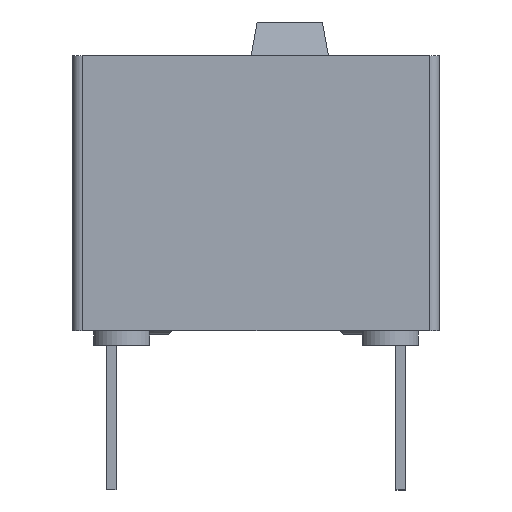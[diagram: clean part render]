
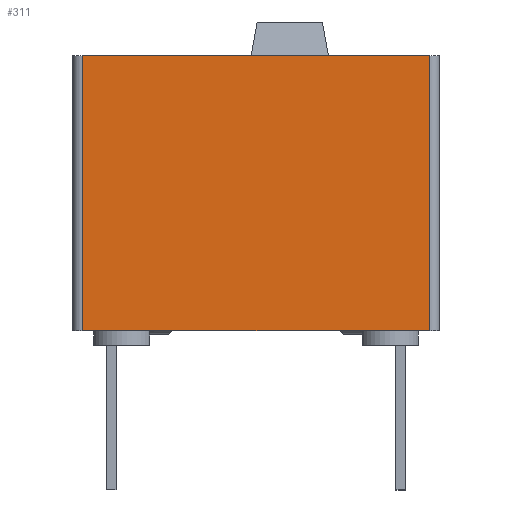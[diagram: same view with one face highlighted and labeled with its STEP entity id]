
A CAD part, left-side view. The second image highlights one B-rep face of the part: STEP entity #311.
In plain terms, the highlighted planar face has unit normal (-1, 0, 0).
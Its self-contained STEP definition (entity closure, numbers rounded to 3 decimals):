
#311 = ADVANCED_FACE ( 'NONE', ( #11261 ), #11745, .T. ) ;
#586 = ORIENTED_EDGE ( 'NONE', *, *, #7779, .T. ) ;
#698 = CARTESIAN_POINT ( 'NONE',  ( 0., -9.402, -7.239 ) ) ;
#1143 = VECTOR ( 'NONE', #6194, 1000. ) ;
#1425 = DIRECTION ( 'NONE',  ( 0., -1., 0. ) ) ;
#2102 = ORIENTED_EDGE ( 'NONE', *, *, #27507, .F. ) ;
#2199 = EDGE_LOOP ( 'NONE', ( #2102, #30882, #6594, #22758, #586, #28851 ) ) ;
#2302 = DIRECTION ( 'NONE',  ( 0., -1., 0. ) ) ;
#2727 = VERTEX_POINT ( 'NONE', #9189 ) ;
#3206 = VERTEX_POINT ( 'NONE', #8768 ) ;
#4075 = DIRECTION ( 'NONE',  ( 0., -1., 0. ) ) ;
#4361 = EDGE_CURVE ( 'NONE', #18429, #16636, #11172, .T. ) ;
#4403 = CARTESIAN_POINT ( 'NONE',  ( 0., -0.25, 0. ) ) ;
#4630 = AXIS2_PLACEMENT_3D ( 'NONE', #13939, #21426, #1425 ) ;
#5021 = CARTESIAN_POINT ( 'NONE',  ( 0., -1.295, -7.239 ) ) ;
#6194 = DIRECTION ( 'NONE',  ( 0., 0., 1. ) ) ;
#6594 = ORIENTED_EDGE ( 'NONE', *, *, #20284, .T. ) ;
#6896 = CARTESIAN_POINT ( 'NONE',  ( 0., -0.25, 0. ) ) ;
#7533 = VECTOR ( 'NONE', #4075, 1000. ) ;
#7779 = EDGE_CURVE ( 'NONE', #16636, #18331, #22474, .T. ) ;
#8520 = LINE ( 'NONE', #698, #1143 ) ;
#8768 = CARTESIAN_POINT ( 'NONE',  ( 0., -0.25, -7.239 ) ) ;
#9189 = CARTESIAN_POINT ( 'NONE',  ( 0., -9.402, 0. ) ) ;
#10234 = EDGE_CURVE ( 'NONE', #18331, #2727, #8520, .T. ) ;
#10853 = DIRECTION ( 'NONE',  ( 0., -1., 0. ) ) ;
#11172 = LINE ( 'NONE', #21175, #17872 ) ;
#11261 = FACE_OUTER_BOUND ( 'NONE', #2199, .T. ) ;
#11745 = PLANE ( 'NONE',  #4630 ) ;
#12405 = CARTESIAN_POINT ( 'NONE',  ( 0., -0.25, -7.239 ) ) ;
#12719 = VERTEX_POINT ( 'NONE', #4403 ) ;
#13939 = CARTESIAN_POINT ( 'NONE',  ( 0., -0.25, -7.239 ) ) ;
#14909 = LINE ( 'NONE', #12405, #17001 ) ;
#14976 = CARTESIAN_POINT ( 'NONE',  ( 0., -0.25, -7.239 ) ) ;
#16636 = VERTEX_POINT ( 'NONE', #25631 ) ;
#17001 = VECTOR ( 'NONE', #25069, 1000. ) ;
#17872 = VECTOR ( 'NONE', #10853, 1000. ) ;
#18331 = VERTEX_POINT ( 'NONE', #23192 ) ;
#18378 = EDGE_CURVE ( 'NONE', #3206, #12719, #29159, .T. ) ;
#18429 = VERTEX_POINT ( 'NONE', #5021 ) ;
#20284 = EDGE_CURVE ( 'NONE', #3206, #18429, #14909, .T. ) ;
#21175 = CARTESIAN_POINT ( 'NONE',  ( 0., -0.25, -7.239 ) ) ;
#21426 = DIRECTION ( 'NONE',  ( -1., 0., 0. ) ) ;
#21897 = LINE ( 'NONE', #6896, #7533 ) ;
#22474 = LINE ( 'NONE', #14976, #29568 ) ;
#22758 = ORIENTED_EDGE ( 'NONE', *, *, #4361, .T. ) ;
#23192 = CARTESIAN_POINT ( 'NONE',  ( 0., -9.402, -7.239 ) ) ;
#25069 = DIRECTION ( 'NONE',  ( 0., -1., 0. ) ) ;
#25631 = CARTESIAN_POINT ( 'NONE',  ( 0., -8.357, -7.239 ) ) ;
#27184 = DIRECTION ( 'NONE',  ( 0., 0., 1. ) ) ;
#27507 = EDGE_CURVE ( 'NONE', #12719, #2727, #21897, .T. ) ;
#28851 = ORIENTED_EDGE ( 'NONE', *, *, #10234, .T. ) ;
#29159 = LINE ( 'NONE', #29847, #31939 ) ;
#29568 = VECTOR ( 'NONE', #2302, 1000. ) ;
#29847 = CARTESIAN_POINT ( 'NONE',  ( 0., -0.25, -7.239 ) ) ;
#30882 = ORIENTED_EDGE ( 'NONE', *, *, #18378, .F. ) ;
#31939 = VECTOR ( 'NONE', #27184, 1000. ) ;
